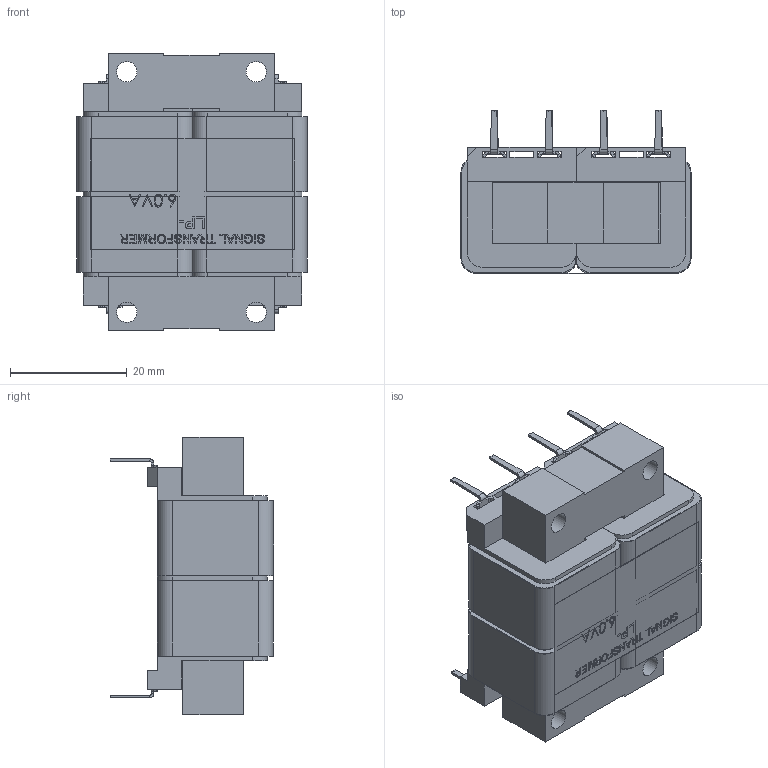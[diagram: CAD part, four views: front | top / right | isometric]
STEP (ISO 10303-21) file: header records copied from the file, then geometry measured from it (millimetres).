
FILE_DESCRIPTION (( 'STEP AP214' ), '1' );
FILE_NAME ('LP(6.0VA).STEP', '2018-05-30T19:25:08', ( '' ), ( '' ), 'SwSTEP 2.0', 'SolidWorks 2017', '' );
FILE_SCHEMA (( 'AUTOMOTIVE_DESIGN' ));
Length unit declared in the file: inch
Products named in the file (1): LP(6.0VA)
Bounding box: 39.5 x 28.02 x 47.62 mm (x, y, z)
Surface area: 26897.6 mm2 (no closed solid volume)
Topology: 0 solids, 24 shells, 850 faces, 2197 edges, 1426 vertices
Faces by surface type: plane 614, bspline 120, cylinder 116
Full cylindrical faces by diameter (mm): 0.025 x16, 3.505 x4
Entity records: 42909 total; most frequent: CARTESIAN_POINT 11670, ORIENTED_EDGE 4266, DIRECTION 3619, EDGE_CURVE 2165, VECTOR 1693, LINE 1693, VERTEX_POINT 1414, EDGE_LOOP 971
